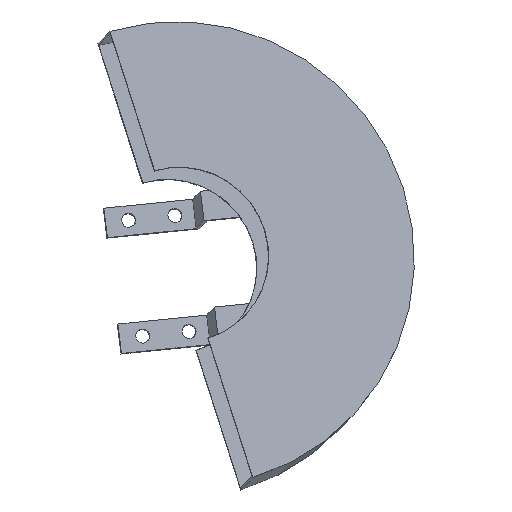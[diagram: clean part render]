
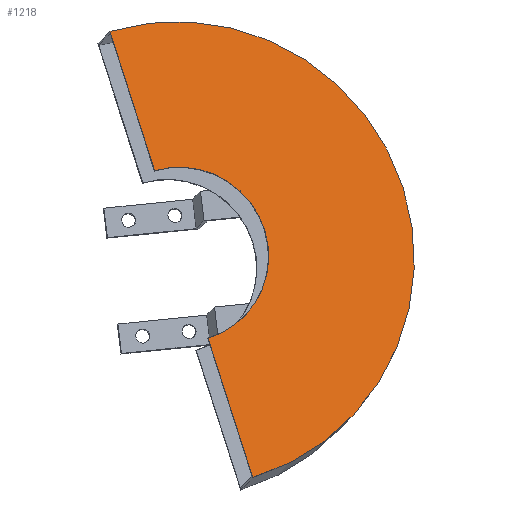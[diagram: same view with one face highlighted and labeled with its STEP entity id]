
A CAD part, top view. The second image highlights one B-rep face of the part: STEP entity #1218.
In plain terms, the highlighted face is planar.
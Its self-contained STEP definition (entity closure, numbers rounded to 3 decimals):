
#49 = ORIENTED_EDGE ( 'NONE', *, *, #233, .T. ) ;
#60 = ORIENTED_EDGE ( 'NONE', *, *, #244, .T. ) ;
#91 = EDGE_LOOP ( 'NONE', ( #117, #49, #60, #96 ) ) ;
#96 = ORIENTED_EDGE ( 'NONE', *, *, #282, .T. ) ;
#117 = ORIENTED_EDGE ( 'NONE', *, *, #277, .F. ) ;
#204 = CARTESIAN_POINT ( 'NONE',  ( 1.587, 200., 0. ) ) ;
#208 = CARTESIAN_POINT ( 'NONE',  ( 1.587, 75., 0. ) ) ;
#213 = CARTESIAN_POINT ( 'NONE',  ( 1.587, -200., 0. ) ) ;
#233 = EDGE_CURVE ( 'NONE', #591, #572, #873, .T. ) ;
#244 = EDGE_CURVE ( 'NONE', #572, #570, #958, .T. ) ;
#277 = EDGE_CURVE ( 'NONE', #591, #574, #854, .T. ) ;
#282 = EDGE_CURVE ( 'NONE', #570, #574, #849, .T. ) ;
#292 = AXIS2_PLACEMENT_3D ( 'NONE', #515, #533, #517 ) ;
#301 = AXIS2_PLACEMENT_3D ( 'NONE', #454, #624, #625 ) ;
#309 = AXIS2_PLACEMENT_3D ( 'NONE', #480, #484, #455 ) ;
#443 = CARTESIAN_POINT ( 'NONE',  ( 1.587, -75., 0. ) ) ;
#452 = PLANE ( 'NONE',  #301 ) ;
#454 = CARTESIAN_POINT ( 'NONE',  ( 1.587, 0., -440.141 ) ) ;
#455 = DIRECTION ( 'NONE',  ( 0., 0., -1. ) ) ;
#467 = CARTESIAN_POINT ( 'NONE',  ( 1.587, 0., 0. ) ) ;
#480 = CARTESIAN_POINT ( 'NONE',  ( 1.587, 0., 0. ) ) ;
#482 = DIRECTION ( 'NONE',  ( 0., -1., 0. ) ) ;
#484 = DIRECTION ( 'NONE',  ( 1., 0., 0. ) ) ;
#515 = CARTESIAN_POINT ( 'NONE',  ( 1.587, 0., 0. ) ) ;
#517 = DIRECTION ( 'NONE',  ( 0., 0., -1. ) ) ;
#533 = DIRECTION ( 'NONE',  ( 1., 0., 0. ) ) ;
#570 = VERTEX_POINT ( 'NONE', #204 ) ;
#572 = VERTEX_POINT ( 'NONE', #213 ) ;
#574 = VERTEX_POINT ( 'NONE', #208 ) ;
#591 = VERTEX_POINT ( 'NONE', #443 ) ;
#601 = DIRECTION ( 'NONE',  ( 0., -1., 0. ) ) ;
#604 = CARTESIAN_POINT ( 'NONE',  ( 1.587, 0., 0. ) ) ;
#624 = DIRECTION ( 'NONE',  ( 1., 0., 0. ) ) ;
#625 = DIRECTION ( 'NONE',  ( 0., 0., -1. ) ) ;
#849 = LINE ( 'NONE', #467, #850 ) ;
#850 = VECTOR ( 'NONE', #482, 1000. ) ;
#854 = CIRCLE ( 'NONE', #309, 75. ) ;
#873 = LINE ( 'NONE', #604, #922 ) ;
#922 = VECTOR ( 'NONE', #601, 1000. ) ;
#958 = CIRCLE ( 'NONE', #292, 200. ) ;
#1036 = FACE_OUTER_BOUND ( 'NONE', #91, .T. ) ;
#1218 = ADVANCED_FACE ( 'NONE', ( #1036 ), #452, .T. ) ;
